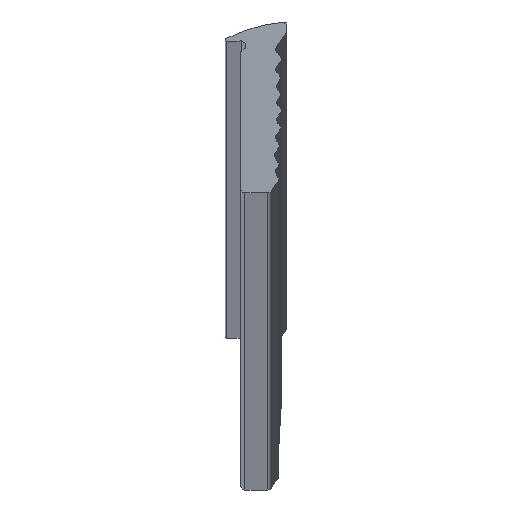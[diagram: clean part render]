
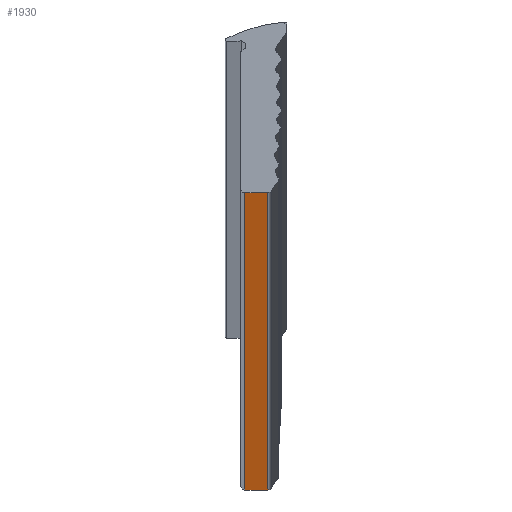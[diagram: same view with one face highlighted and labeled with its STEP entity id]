
A CAD part, top view. The second image highlights one B-rep face of the part: STEP entity #1930.
In plain terms, the highlighted planar face has unit normal (0, -1, 0).
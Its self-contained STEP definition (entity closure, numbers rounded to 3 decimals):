
#117 = CARTESIAN_POINT ( 'NONE',  ( 3.97, -10.661, 12500. ) ) ;
#952 = EDGE_CURVE ( 'NONE', #15368, #10722, #17507, .T. ) ;
#1125 = CARTESIAN_POINT ( 'NONE',  ( 0.6, -10.661, -12500. ) ) ;
#1276 = CARTESIAN_POINT ( 'NONE',  ( 0.6, -10.661, 12500. ) ) ;
#1930 = ADVANCED_FACE ( 'NONE', ( #20263 ), #13011, .F. ) ;
#3137 = VECTOR ( 'NONE', #13604, 1000. ) ;
#4339 = DIRECTION ( 'NONE',  ( 0., 0., -1. ) ) ;
#4658 = CARTESIAN_POINT ( 'NONE',  ( 3.97, -10.661, 12500. ) ) ;
#4896 = EDGE_LOOP ( 'NONE', ( #14782, #11220, #11420, #7804 ) ) ;
#5290 = EDGE_CURVE ( 'NONE', #12595, #15417, #19460, .T. ) ;
#6637 = EDGE_CURVE ( 'NONE', #12595, #15368, #13269, .T. ) ;
#7020 = CARTESIAN_POINT ( 'NONE',  ( 3.97, -10.661, -12500. ) ) ;
#7033 = EDGE_CURVE ( 'NONE', #15417, #10722, #14223, .T. ) ;
#7804 = ORIENTED_EDGE ( 'NONE', *, *, #5290, .T. ) ;
#9654 = DIRECTION ( 'NONE',  ( 0., 0., 1. ) ) ;
#9877 = CARTESIAN_POINT ( 'NONE',  ( 0.6, -10.661, -12500. ) ) ;
#10722 = VERTEX_POINT ( 'NONE', #7020 ) ;
#11220 = ORIENTED_EDGE ( 'NONE', *, *, #952, .F. ) ;
#11319 = DIRECTION ( 'NONE',  ( 0., 0., -1. ) ) ;
#11420 = ORIENTED_EDGE ( 'NONE', *, *, #6637, .F. ) ;
#12595 = VERTEX_POINT ( 'NONE', #18257 ) ;
#13011 = PLANE ( 'NONE',  #14088 ) ;
#13269 = LINE ( 'NONE', #1276, #15721 ) ;
#13604 = DIRECTION ( 'NONE',  ( 1., 0., 0. ) ) ;
#13667 = CARTESIAN_POINT ( 'NONE',  ( 0.6, -10.661, 12500. ) ) ;
#14088 = AXIS2_PLACEMENT_3D ( 'NONE', #17616, #19048, #9654 ) ;
#14223 = LINE ( 'NONE', #1125, #3137 ) ;
#14782 = ORIENTED_EDGE ( 'NONE', *, *, #7033, .T. ) ;
#15263 = VECTOR ( 'NONE', #4339, 1000. ) ;
#15368 = VERTEX_POINT ( 'NONE', #4658 ) ;
#15417 = VERTEX_POINT ( 'NONE', #9877 ) ;
#15721 = VECTOR ( 'NONE', #18499, 1000. ) ;
#16533 = VECTOR ( 'NONE', #11319, 1000. ) ;
#17507 = LINE ( 'NONE', #117, #16533 ) ;
#17616 = CARTESIAN_POINT ( 'NONE',  ( 0.6, -10.661, 12500. ) ) ;
#18257 = CARTESIAN_POINT ( 'NONE',  ( 0.6, -10.661, 12500. ) ) ;
#18499 = DIRECTION ( 'NONE',  ( 1., 0., 0. ) ) ;
#19048 = DIRECTION ( 'NONE',  ( 0., 1., 0. ) ) ;
#19460 = LINE ( 'NONE', #13667, #15263 ) ;
#20263 = FACE_OUTER_BOUND ( 'NONE', #4896, .T. ) ;
